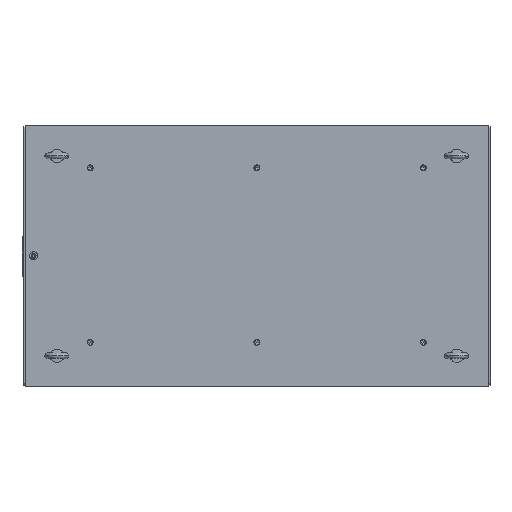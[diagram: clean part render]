
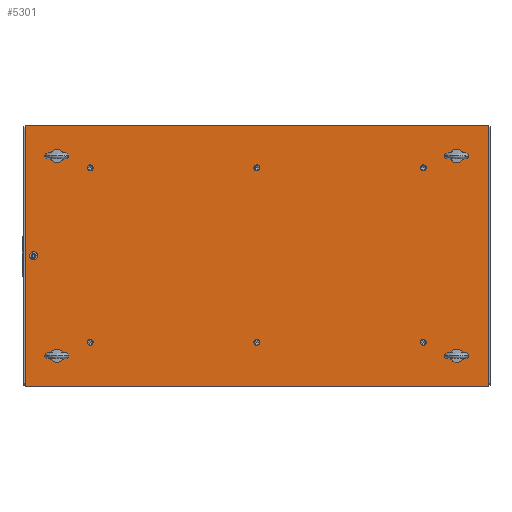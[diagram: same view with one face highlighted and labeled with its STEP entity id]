
A CAD part, top view. The second image highlights one B-rep face of the part: STEP entity #5301.
In plain terms, the highlighted planar face has unit normal (0, 0, 1).
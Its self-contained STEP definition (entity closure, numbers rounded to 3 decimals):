
#244=LINE('',#7941,#609);
#248=LINE('',#7949,#613);
#251=LINE('',#7955,#616);
#254=LINE('',#7960,#619);
#609=VECTOR('',#6355,10.);
#613=VECTOR('',#6361,10.);
#616=VECTOR('',#6366,10.);
#619=VECTOR('',#6371,10.);
#1047=FACE_BOUND('',#1437,.T.);
#1048=FACE_BOUND('',#1438,.T.);
#1049=FACE_BOUND('',#1439,.T.);
#1050=FACE_BOUND('',#1440,.T.);
#1051=FACE_BOUND('',#1441,.T.);
#1052=FACE_BOUND('',#1442,.T.);
#1053=FACE_BOUND('',#1443,.T.);
#1054=FACE_BOUND('',#1444,.T.);
#1055=FACE_BOUND('',#1445,.T.);
#1056=FACE_BOUND('',#1446,.T.);
#1057=FACE_BOUND('',#1447,.T.);
#1114=FACE_OUTER_BOUND('',#1436,.T.);
#1436=EDGE_LOOP('',(#3362,#3363,#3364,#3365));
#1437=EDGE_LOOP('',(#3366,#3367));
#1438=EDGE_LOOP('',(#3368,#3369));
#1439=EDGE_LOOP('',(#3370,#3371));
#1440=EDGE_LOOP('',(#3372,#3373));
#1441=EDGE_LOOP('',(#3374,#3375));
#1442=EDGE_LOOP('',(#3376,#3377));
#1443=EDGE_LOOP('',(#3378,#3379));
#1444=EDGE_LOOP('',(#3380,#3381));
#1445=EDGE_LOOP('',(#3382,#3383));
#1446=EDGE_LOOP('',(#3384,#3385));
#1447=EDGE_LOOP('',(#3386,#3387));
#1780=CIRCLE('',#5630,12.);
#1781=CIRCLE('',#5631,12.);
#1783=CIRCLE('',#5635,8.647);
#1784=CIRCLE('',#5636,8.647);
#1786=CIRCLE('',#5639,8.647);
#1787=CIRCLE('',#5640,8.647);
#1789=CIRCLE('',#5643,8.647);
#1790=CIRCLE('',#5644,8.647);
#1792=CIRCLE('',#5647,8.647);
#1793=CIRCLE('',#5648,8.647);
#1795=CIRCLE('',#5651,8.647);
#1796=CIRCLE('',#5652,8.647);
#1798=CIRCLE('',#5655,8.647);
#1799=CIRCLE('',#5656,8.647);
#1801=CIRCLE('',#5659,8.647);
#1802=CIRCLE('',#5660,8.647);
#1804=CIRCLE('',#5663,8.647);
#1805=CIRCLE('',#5664,8.647);
#1807=CIRCLE('',#5667,8.647);
#1808=CIRCLE('',#5668,8.647);
#1810=CIRCLE('',#5671,8.647);
#1811=CIRCLE('',#5672,8.647);
#2030=VERTEX_POINT('',#7849);
#2031=VERTEX_POINT('',#7850);
#2033=VERTEX_POINT('',#7859);
#2034=VERTEX_POINT('',#7860);
#2036=VERTEX_POINT('',#7867);
#2037=VERTEX_POINT('',#7868);
#2039=VERTEX_POINT('',#7875);
#2040=VERTEX_POINT('',#7876);
#2042=VERTEX_POINT('',#7883);
#2043=VERTEX_POINT('',#7884);
#2045=VERTEX_POINT('',#7891);
#2046=VERTEX_POINT('',#7892);
#2048=VERTEX_POINT('',#7899);
#2049=VERTEX_POINT('',#7900);
#2051=VERTEX_POINT('',#7907);
#2052=VERTEX_POINT('',#7908);
#2054=VERTEX_POINT('',#7915);
#2055=VERTEX_POINT('',#7916);
#2057=VERTEX_POINT('',#7923);
#2058=VERTEX_POINT('',#7924);
#2060=VERTEX_POINT('',#7931);
#2061=VERTEX_POINT('',#7932);
#2063=VERTEX_POINT('',#7939);
#2064=VERTEX_POINT('',#7940);
#2067=VERTEX_POINT('',#7948);
#2069=VERTEX_POINT('',#7954);
#2516=EDGE_CURVE('',#2030,#2031,#1780,.T.);
#2517=EDGE_CURVE('',#2031,#2030,#1781,.T.);
#2521=EDGE_CURVE('',#2033,#2034,#1783,.T.);
#2522=EDGE_CURVE('',#2034,#2033,#1784,.T.);
#2525=EDGE_CURVE('',#2036,#2037,#1786,.T.);
#2526=EDGE_CURVE('',#2037,#2036,#1787,.T.);
#2529=EDGE_CURVE('',#2039,#2040,#1789,.T.);
#2530=EDGE_CURVE('',#2040,#2039,#1790,.T.);
#2533=EDGE_CURVE('',#2042,#2043,#1792,.T.);
#2534=EDGE_CURVE('',#2043,#2042,#1793,.T.);
#2537=EDGE_CURVE('',#2045,#2046,#1795,.T.);
#2538=EDGE_CURVE('',#2046,#2045,#1796,.T.);
#2541=EDGE_CURVE('',#2048,#2049,#1798,.T.);
#2542=EDGE_CURVE('',#2049,#2048,#1799,.T.);
#2545=EDGE_CURVE('',#2051,#2052,#1801,.T.);
#2546=EDGE_CURVE('',#2052,#2051,#1802,.T.);
#2549=EDGE_CURVE('',#2054,#2055,#1804,.T.);
#2550=EDGE_CURVE('',#2055,#2054,#1805,.T.);
#2553=EDGE_CURVE('',#2057,#2058,#1807,.T.);
#2554=EDGE_CURVE('',#2058,#2057,#1808,.T.);
#2557=EDGE_CURVE('',#2060,#2061,#1810,.T.);
#2558=EDGE_CURVE('',#2061,#2060,#1811,.T.);
#2561=EDGE_CURVE('',#2063,#2064,#244,.T.);
#2565=EDGE_CURVE('',#2064,#2067,#248,.T.);
#2568=EDGE_CURVE('',#2067,#2069,#251,.T.);
#2571=EDGE_CURVE('',#2069,#2063,#254,.T.);
#3362=ORIENTED_EDGE('',*,*,#2561,.F.);
#3363=ORIENTED_EDGE('',*,*,#2571,.F.);
#3364=ORIENTED_EDGE('',*,*,#2568,.F.);
#3365=ORIENTED_EDGE('',*,*,#2565,.F.);
#3366=ORIENTED_EDGE('',*,*,#2516,.T.);
#3367=ORIENTED_EDGE('',*,*,#2517,.T.);
#3368=ORIENTED_EDGE('',*,*,#2521,.T.);
#3369=ORIENTED_EDGE('',*,*,#2522,.T.);
#3370=ORIENTED_EDGE('',*,*,#2525,.T.);
#3371=ORIENTED_EDGE('',*,*,#2526,.T.);
#3372=ORIENTED_EDGE('',*,*,#2529,.T.);
#3373=ORIENTED_EDGE('',*,*,#2530,.T.);
#3374=ORIENTED_EDGE('',*,*,#2533,.T.);
#3375=ORIENTED_EDGE('',*,*,#2534,.T.);
#3376=ORIENTED_EDGE('',*,*,#2537,.T.);
#3377=ORIENTED_EDGE('',*,*,#2538,.T.);
#3378=ORIENTED_EDGE('',*,*,#2541,.T.);
#3379=ORIENTED_EDGE('',*,*,#2542,.T.);
#3380=ORIENTED_EDGE('',*,*,#2545,.T.);
#3381=ORIENTED_EDGE('',*,*,#2546,.T.);
#3382=ORIENTED_EDGE('',*,*,#2549,.T.);
#3383=ORIENTED_EDGE('',*,*,#2550,.T.);
#3384=ORIENTED_EDGE('',*,*,#2553,.T.);
#3385=ORIENTED_EDGE('',*,*,#2554,.T.);
#3386=ORIENTED_EDGE('',*,*,#2557,.T.);
#3387=ORIENTED_EDGE('',*,*,#2558,.T.);
#4784=PLANE('',#5679);
#5301=ADVANCED_FACE('',(#1114,#1047,#1048,#1049,#1050,#1051,#1052,#1053,
#1054,#1055,#1056,#1057),#4784,.T.);
#5630=AXIS2_PLACEMENT_3D('',#7851,#6253,#6254);
#5631=AXIS2_PLACEMENT_3D('',#7852,#6255,#6256);
#5635=AXIS2_PLACEMENT_3D('',#7861,#6265,#6266);
#5636=AXIS2_PLACEMENT_3D('',#7862,#6267,#6268);
#5639=AXIS2_PLACEMENT_3D('',#7869,#6274,#6275);
#5640=AXIS2_PLACEMENT_3D('',#7870,#6276,#6277);
#5643=AXIS2_PLACEMENT_3D('',#7877,#6283,#6284);
#5644=AXIS2_PLACEMENT_3D('',#7878,#6285,#6286);
#5647=AXIS2_PLACEMENT_3D('',#7885,#6292,#6293);
#5648=AXIS2_PLACEMENT_3D('',#7886,#6294,#6295);
#5651=AXIS2_PLACEMENT_3D('',#7893,#6301,#6302);
#5652=AXIS2_PLACEMENT_3D('',#7894,#6303,#6304);
#5655=AXIS2_PLACEMENT_3D('',#7901,#6310,#6311);
#5656=AXIS2_PLACEMENT_3D('',#7902,#6312,#6313);
#5659=AXIS2_PLACEMENT_3D('',#7909,#6319,#6320);
#5660=AXIS2_PLACEMENT_3D('',#7910,#6321,#6322);
#5663=AXIS2_PLACEMENT_3D('',#7917,#6328,#6329);
#5664=AXIS2_PLACEMENT_3D('',#7918,#6330,#6331);
#5667=AXIS2_PLACEMENT_3D('',#7925,#6337,#6338);
#5668=AXIS2_PLACEMENT_3D('',#7926,#6339,#6340);
#5671=AXIS2_PLACEMENT_3D('',#7933,#6346,#6347);
#5672=AXIS2_PLACEMENT_3D('',#7934,#6348,#6349);
#5679=AXIS2_PLACEMENT_3D('',#7963,#6375,#6376);
#6253=DIRECTION('center_axis',(0.,0.,-1.));
#6254=DIRECTION('ref_axis',(1.,0.,0.));
#6255=DIRECTION('center_axis',(0.,0.,-1.));
#6256=DIRECTION('ref_axis',(1.,0.,0.));
#6265=DIRECTION('center_axis',(0.,0.,-1.));
#6266=DIRECTION('ref_axis',(1.,0.,0.));
#6267=DIRECTION('center_axis',(0.,0.,-1.));
#6268=DIRECTION('ref_axis',(1.,0.,0.));
#6274=DIRECTION('center_axis',(0.,0.,-1.));
#6275=DIRECTION('ref_axis',(1.,0.,0.));
#6276=DIRECTION('center_axis',(0.,0.,-1.));
#6277=DIRECTION('ref_axis',(1.,0.,0.));
#6283=DIRECTION('center_axis',(0.,0.,-1.));
#6284=DIRECTION('ref_axis',(1.,0.,0.));
#6285=DIRECTION('center_axis',(0.,0.,-1.));
#6286=DIRECTION('ref_axis',(1.,0.,0.));
#6292=DIRECTION('center_axis',(0.,0.,-1.));
#6293=DIRECTION('ref_axis',(1.,0.,0.));
#6294=DIRECTION('center_axis',(0.,0.,-1.));
#6295=DIRECTION('ref_axis',(1.,0.,0.));
#6301=DIRECTION('center_axis',(0.,0.,-1.));
#6302=DIRECTION('ref_axis',(1.,0.,0.));
#6303=DIRECTION('center_axis',(0.,0.,-1.));
#6304=DIRECTION('ref_axis',(1.,0.,0.));
#6310=DIRECTION('center_axis',(0.,0.,-1.));
#6311=DIRECTION('ref_axis',(1.,0.,0.));
#6312=DIRECTION('center_axis',(0.,0.,-1.));
#6313=DIRECTION('ref_axis',(1.,0.,0.));
#6319=DIRECTION('center_axis',(0.,0.,-1.));
#6320=DIRECTION('ref_axis',(1.,0.,0.));
#6321=DIRECTION('center_axis',(0.,0.,-1.));
#6322=DIRECTION('ref_axis',(1.,0.,0.));
#6328=DIRECTION('center_axis',(0.,0.,-1.));
#6329=DIRECTION('ref_axis',(1.,0.,0.));
#6330=DIRECTION('center_axis',(0.,0.,-1.));
#6331=DIRECTION('ref_axis',(1.,0.,0.));
#6337=DIRECTION('center_axis',(0.,0.,-1.));
#6338=DIRECTION('ref_axis',(1.,0.,0.));
#6339=DIRECTION('center_axis',(0.,0.,-1.));
#6340=DIRECTION('ref_axis',(1.,0.,0.));
#6346=DIRECTION('center_axis',(0.,0.,-1.));
#6347=DIRECTION('ref_axis',(1.,0.,0.));
#6348=DIRECTION('center_axis',(0.,0.,-1.));
#6349=DIRECTION('ref_axis',(1.,0.,0.));
#6355=DIRECTION('',(0.,-1.,0.));
#6361=DIRECTION('',(-1.,0.,0.));
#6366=DIRECTION('',(0.,1.,0.));
#6371=DIRECTION('',(1.,0.,0.));
#6375=DIRECTION('center_axis',(0.,0.,1.));
#6376=DIRECTION('ref_axis',(1.,0.,0.));
#7849=CARTESIAN_POINT('',(-658.,0.,25.));
#7850=CARTESIAN_POINT('',(-682.,0.,25.));
#7851=CARTESIAN_POINT('Origin',(-670.,0.,25.));
#7852=CARTESIAN_POINT('Origin',(-670.,0.,25.));
#7859=CARTESIAN_POINT('',(8.647,-259.5,25.));
#7860=CARTESIAN_POINT('',(-8.647,-259.5,25.));
#7861=CARTESIAN_POINT('Origin',(0.,-259.5,25.));
#7862=CARTESIAN_POINT('Origin',(0.,-259.5,25.));
#7867=CARTESIAN_POINT('',(508.647,264.5,25.));
#7868=CARTESIAN_POINT('',(491.353,264.5,25.));
#7869=CARTESIAN_POINT('Origin',(500.,264.5,25.));
#7870=CARTESIAN_POINT('Origin',(500.,264.5,25.));
#7875=CARTESIAN_POINT('',(-491.353,264.5,25.));
#7876=CARTESIAN_POINT('',(-508.647,264.5,25.));
#7877=CARTESIAN_POINT('Origin',(-500.,264.5,25.));
#7878=CARTESIAN_POINT('Origin',(-500.,264.5,25.));
#7883=CARTESIAN_POINT('',(-591.353,-300.,25.));
#7884=CARTESIAN_POINT('',(-608.647,-300.,25.));
#7885=CARTESIAN_POINT('Origin',(-600.,-300.,25.));
#7886=CARTESIAN_POINT('Origin',(-600.,-300.,25.));
#7891=CARTESIAN_POINT('',(-591.353,300.,25.));
#7892=CARTESIAN_POINT('',(-608.647,300.,25.));
#7893=CARTESIAN_POINT('Origin',(-600.,300.,25.));
#7894=CARTESIAN_POINT('Origin',(-600.,300.,25.));
#7899=CARTESIAN_POINT('',(608.647,300.,25.));
#7900=CARTESIAN_POINT('',(591.353,300.,25.));
#7901=CARTESIAN_POINT('Origin',(600.,300.,25.));
#7902=CARTESIAN_POINT('Origin',(600.,300.,25.));
#7907=CARTESIAN_POINT('',(608.647,-300.,25.));
#7908=CARTESIAN_POINT('',(591.353,-300.,25.));
#7909=CARTESIAN_POINT('Origin',(600.,-300.,25.));
#7910=CARTESIAN_POINT('Origin',(600.,-300.,25.));
#7915=CARTESIAN_POINT('',(8.647,264.5,25.));
#7916=CARTESIAN_POINT('',(-8.647,264.5,25.));
#7917=CARTESIAN_POINT('Origin',(0.,264.5,25.));
#7918=CARTESIAN_POINT('Origin',(0.,264.5,25.));
#7923=CARTESIAN_POINT('',(-491.353,-259.5,25.));
#7924=CARTESIAN_POINT('',(-508.647,-259.5,25.));
#7925=CARTESIAN_POINT('Origin',(-500.,-259.5,25.));
#7926=CARTESIAN_POINT('Origin',(-500.,-259.5,25.));
#7931=CARTESIAN_POINT('',(508.647,-259.5,25.));
#7932=CARTESIAN_POINT('',(491.353,-259.5,25.));
#7933=CARTESIAN_POINT('Origin',(500.,-259.5,25.));
#7934=CARTESIAN_POINT('Origin',(500.,-259.5,25.));
#7939=CARTESIAN_POINT('',(695.,392.5,25.));
#7940=CARTESIAN_POINT('',(695.,-392.5,25.));
#7941=CARTESIAN_POINT('',(695.,-392.5,25.));
#7948=CARTESIAN_POINT('',(-695.,-392.5,25.));
#7949=CARTESIAN_POINT('',(-695.,-392.5,25.));
#7954=CARTESIAN_POINT('',(-695.,392.5,25.));
#7955=CARTESIAN_POINT('',(-695.,392.5,25.));
#7960=CARTESIAN_POINT('',(695.,392.5,25.));
#7963=CARTESIAN_POINT('Origin',(0.,0.,
25.));
